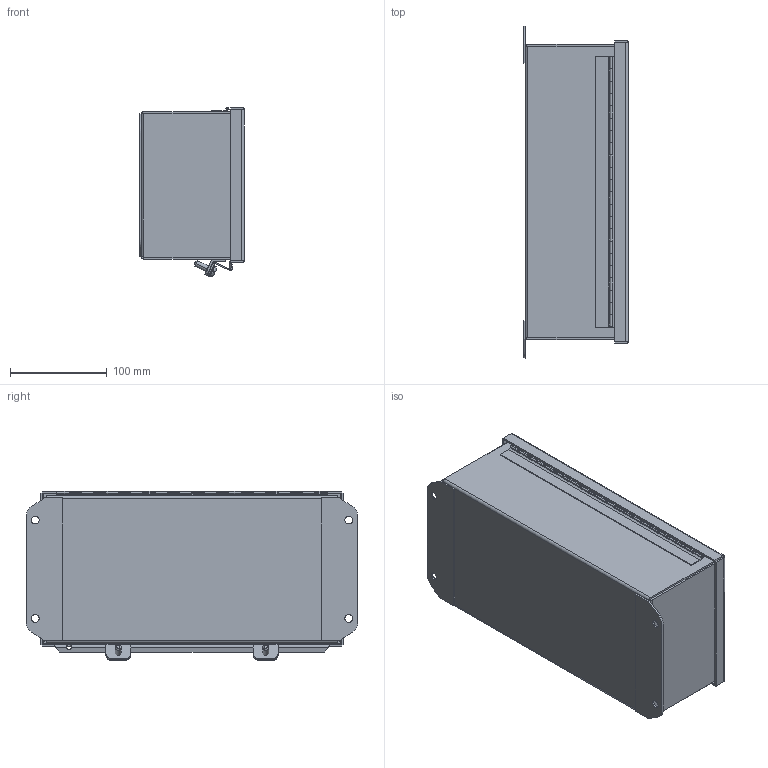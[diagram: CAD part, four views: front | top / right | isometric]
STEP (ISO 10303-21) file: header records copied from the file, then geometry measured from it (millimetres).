
FILE_DESCRIPTION (( 'STEP AP214' ), '1' );
FILE_NAME ('HJ1264HLP.STEP', '2019-09-05T13:44:11', ( '' ), ( '' ), 'SwSTEP 2.0', 'SolidWorks 2018', '' );
FILE_SCHEMA (( 'AUTOMOTIVE_DESIGN' ));
Length unit declared in the file: inch
Products named in the file (1): HJ1264HLP
Bounding box: 108.43 x 342.9 x 175.14 mm (x, y, z)
Volume: 466513.7 mm3; surface area: 519484 mm2
Topology: 20 solids, 21 shells, 777 faces, 1972 edges, 1239 vertices
Faces by surface type: plane 414, cylinder 235, bspline 68, cone 52, torus 8
Entity records: 36689 total; most frequent: CARTESIAN_POINT 7854, ORIENTED_EDGE 3916, DIRECTION 3722, EDGE_CURVE 1958, LINE 1266, VECTOR 1266, VERTEX_POINT 1239, AXIS2_PLACEMENT_3D 1228
